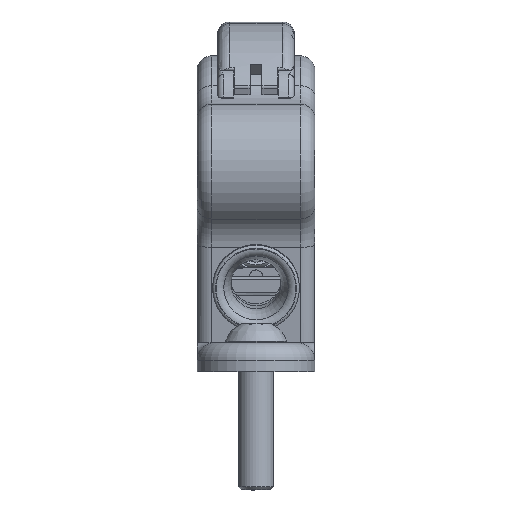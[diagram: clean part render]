
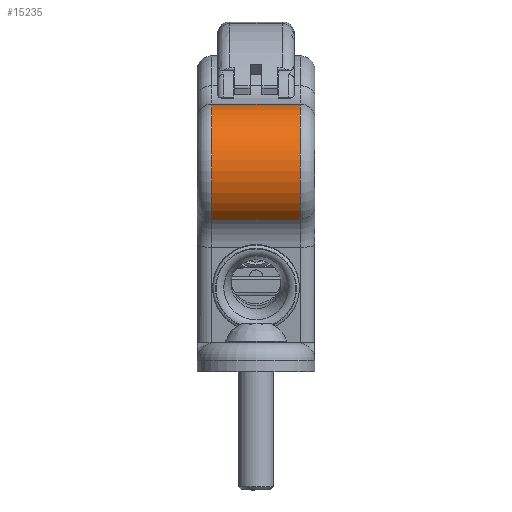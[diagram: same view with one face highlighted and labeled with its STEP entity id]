
A CAD part, front view. The second image highlights one B-rep face of the part: STEP entity #15235.
In plain terms, the highlighted cylindrical face has radius 22 mm (diameter 44 mm), a partial arc.
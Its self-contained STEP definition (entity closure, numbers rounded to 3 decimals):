
#511=CYLINDRICAL_SURFACE('',#16861,22.);
#842=LINE('',#22279,#1779);
#1048=LINE('',#23890,#1985);
#1779=VECTOR('',#17601,22.);
#1985=VECTOR('',#18439,22.);
#3641=FACE_OUTER_BOUND('',#4624,.T.);
#4624=EDGE_LOOP('',(#13228,#13229,#13230,#13231));
#5217=CIRCLE('',#15574,22.);
#5866=CIRCLE('',#16862,22.);
#6068=VERTEX_POINT('',#21808);
#6134=VERTEX_POINT('',#21963);
#6214=VERTEX_POINT('',#22278);
#6521=VERTEX_POINT('',#23888);
#7577=EDGE_CURVE('',#6068,#6134,#5217,.T.);
#7682=EDGE_CURVE('',#6134,#6214,#842,.T.);
#8140=EDGE_CURVE('',#6068,#6521,#1048,.T.);
#9350=EDGE_CURVE('',#6214,#6521,#5866,.T.);
#13228=ORIENTED_EDGE('',*,*,#7577,.F.);
#13229=ORIENTED_EDGE('',*,*,#8140,.T.);
#13230=ORIENTED_EDGE('',*,*,#9350,.F.);
#13231=ORIENTED_EDGE('',*,*,#7682,.F.);
#15235=ADVANCED_FACE('',(#3641),#511,.T.);
#15574=AXIS2_PLACEMENT_3D('',#21964,#17423,#17424);
#16861=AXIS2_PLACEMENT_3D('',#28483,#20722,#20723);
#16862=AXIS2_PLACEMENT_3D('',#28484,#20724,#20725);
#17423=DIRECTION('center_axis',(-1.,0.,0.));
#17424=DIRECTION('ref_axis',(0.,-0.956,0.293));
#17601=DIRECTION('',(1.,0.,0.));
#18439=DIRECTION('',(1.,0.,0.));
#20722=DIRECTION('center_axis',(1.,0.,0.));
#20723=DIRECTION('ref_axis',(0.,-0.083,
0.997));
#20724=DIRECTION('center_axis',(1.,0.,0.));
#20725=DIRECTION('ref_axis',(0.,-0.956,0.293));
#21808=CARTESIAN_POINT('',(-15.,-13.804,52.061));
#21963=CARTESIAN_POINT('',(-15.,-1.837,91.114));
#21964=CARTESIAN_POINT('Origin',(-15.,0.,
69.191));
#22278=CARTESIAN_POINT('',(15.,-1.837,91.114));
#22279=CARTESIAN_POINT('',(0.,-1.837,91.114));
#23888=CARTESIAN_POINT('',(15.,-13.804,52.061));
#23890=CARTESIAN_POINT('',(0.,-13.804,52.061));
#28483=CARTESIAN_POINT('Origin',(0.,0.,
69.191));
#28484=CARTESIAN_POINT('Origin',(15.,0.,69.191));
